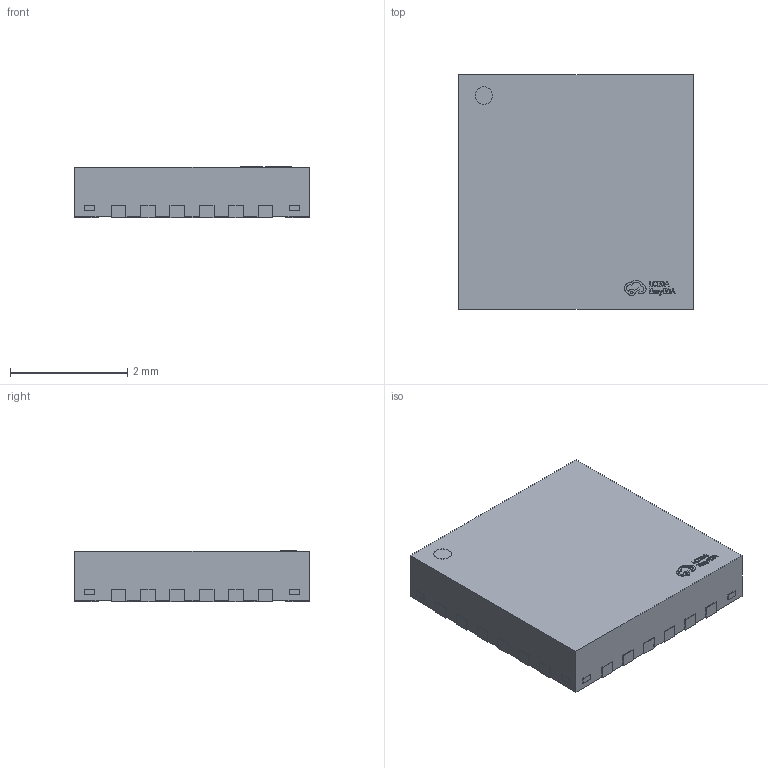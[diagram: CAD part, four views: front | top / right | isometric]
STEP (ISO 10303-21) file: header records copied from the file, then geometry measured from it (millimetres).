
FILE_DESCRIPTION (( 'STEP AP214' ), '1' );
FILE_NAME ('QFN-24_L4.0-W4.0-P0.50-TL-EP2.3.step', '2022-07-15T03:03:27', ( '' ), ( '' ), 'SwSTEP 2.0', 'SolidWorks 2020', '' );
FILE_SCHEMA (( 'AUTOMOTIVE_DESIGN' ));
Length unit declared in the file: millimetre
Products named in the file (1): QFN-24_L4.0-W4.0-P0.50-TL-EP2.3
Bounding box: 4.02 x 4.02 x 0.87 mm (x, y, z)
Volume: 13.7 mm3; surface area: 46.3 mm2
Topology: 1 solids, 1 shells, 488 faces, 1350 edges, 900 vertices
Faces by surface type: plane 344, bspline 112, cylinder 32
Entity records: 22012 total; most frequent: CARTESIAN_POINT 4843, ORIENTED_EDGE 2700, DIRECTION 1940, EDGE_CURVE 1350, VECTOR 1058, LINE 1058, VERTEX_POINT 900, EDGE_LOOP 524
